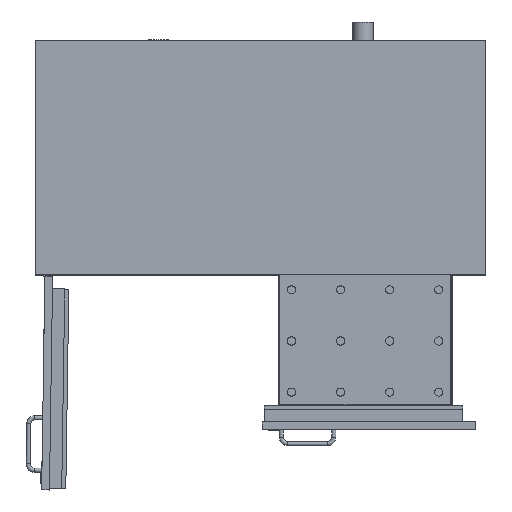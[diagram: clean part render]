
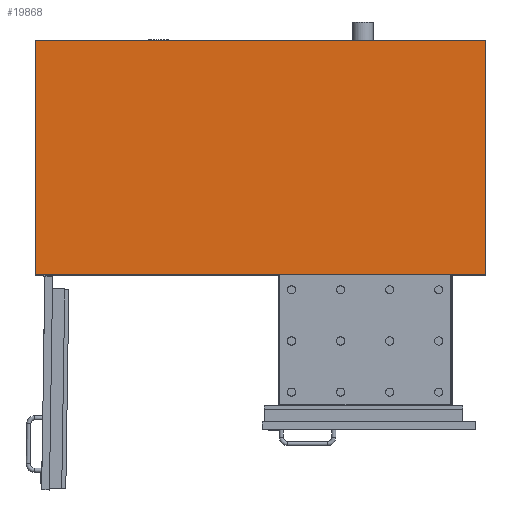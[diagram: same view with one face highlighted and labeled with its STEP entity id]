
A CAD part, top view. The second image highlights one B-rep face of the part: STEP entity #19868.
In plain terms, the highlighted planar face has unit normal (0, 0, 1).
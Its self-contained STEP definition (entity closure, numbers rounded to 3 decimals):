
#1136=PLANE('',#21075);
#1876=FACE_OUTER_BOUND('',#2985,.T.);
#2985=EDGE_LOOP('',(#13332,#13333,#13334,#13335));
#4382=LINE('',#26290,#6415);
#4394=LINE('',#26319,#6427);
#4395=LINE('',#26320,#6428);
#4396=LINE('',#26321,#6429);
#6415=VECTOR('',#22202,10.);
#6427=VECTOR('',#22228,10.);
#6428=VECTOR('',#22229,10.);
#6429=VECTOR('',#22230,10.);
#8612=VERTEX_POINT('',#26287);
#8613=VERTEX_POINT('',#26289);
#8622=VERTEX_POINT('',#26317);
#8623=VERTEX_POINT('',#26318);
#10502=EDGE_CURVE('',#8613,#8612,#4382,.T.);
#10516=EDGE_CURVE('',#8622,#8623,#4394,.T.);
#10517=EDGE_CURVE('',#8623,#8613,#4395,.T.);
#10518=EDGE_CURVE('',#8612,#8622,#4396,.T.);
#13332=ORIENTED_EDGE('',*,*,#10516,.T.);
#13333=ORIENTED_EDGE('',*,*,#10517,.T.);
#13334=ORIENTED_EDGE('',*,*,#10502,.T.);
#13335=ORIENTED_EDGE('',*,*,#10518,.T.);
#19868=ADVANCED_FACE('',(#1876),#1136,.T.);
#21075=AXIS2_PLACEMENT_3D('',#26316,#22226,#22227);
#22202=DIRECTION('',(-1.,0.,0.));
#22226=DIRECTION('center_axis',(0.,0.,1.));
#22227=DIRECTION('ref_axis',(1.,0.,0.));
#22228=DIRECTION('',(1.,0.,0.));
#22229=DIRECTION('',(0.,1.,0.));
#22230=DIRECTION('',(0.,-1.,0.));
#26287=CARTESIAN_POINT('',(-551.,287.,300.44));
#26289=CARTESIAN_POINT('',(551.,287.,300.44));
#26290=CARTESIAN_POINT('',(551.,287.,300.44));
#26316=CARTESIAN_POINT('Origin',(0.,0.,300.44));
#26317=CARTESIAN_POINT('',(-551.,-287.,300.44));
#26318=CARTESIAN_POINT('',(551.,-287.,300.44));
#26319=CARTESIAN_POINT('',(-551.,-287.,300.44));
#26320=CARTESIAN_POINT('',(551.,-287.,300.44));
#26321=CARTESIAN_POINT('',(-551.,287.,300.44));
